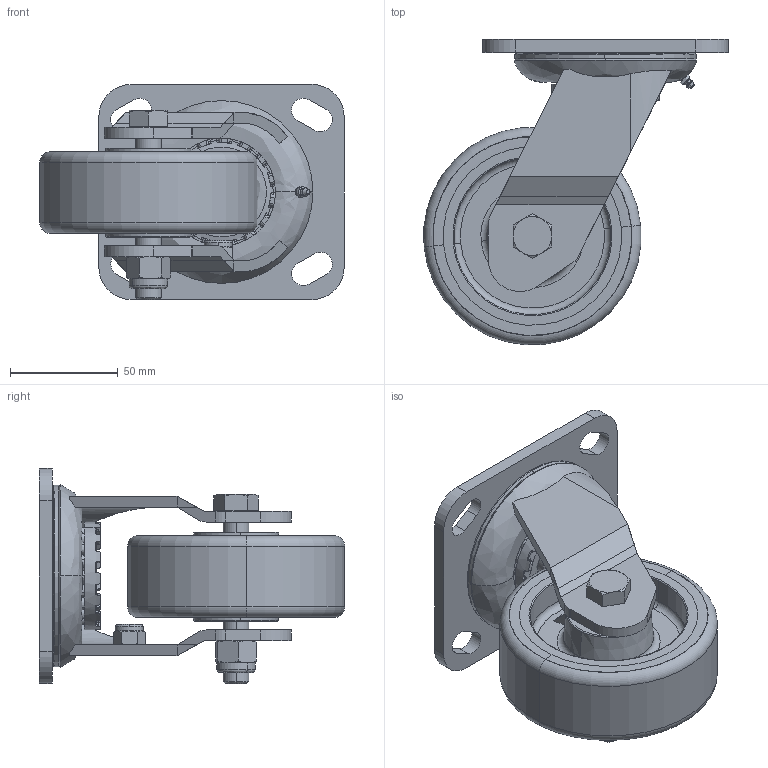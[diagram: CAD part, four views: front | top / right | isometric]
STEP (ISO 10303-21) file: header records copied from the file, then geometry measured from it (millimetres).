
FILE_DESCRIPTION (( 'STEP AP203' ), '1' );
FILE_NAME ('S4456.STEP', '2020-02-24T05:28:47', ( '' ), ( '' ), 'SwSTEP 2.0', 'SolidWorks 2013', '' );
FILE_SCHEMA (( 'CONFIG_CONTROL_DESIGN' ));
Length unit declared in the file: millimetre
Products named in the file (1): S4456
Bounding box: 141.46 x 141.86 x 100 mm (x, y, z)
Volume: 378940.9 mm3; surface area: 126010.1 mm2
Topology: 48 solids, 48 shells, 945 faces, 2410 edges, 1461 vertices
Faces by surface type: plane 399, bspline 253, cylinder 178, cone 82, torus 33
Entity records: 35300 total; most frequent: CARTESIAN_POINT 14738, ORIENTED_EDGE 4532, DIRECTION 3742, EDGE_CURVE 2266, VERTEX_POINT 1461, AXIS2_PLACEMENT_3D 1315, LINE 1112, VECTOR 1112
